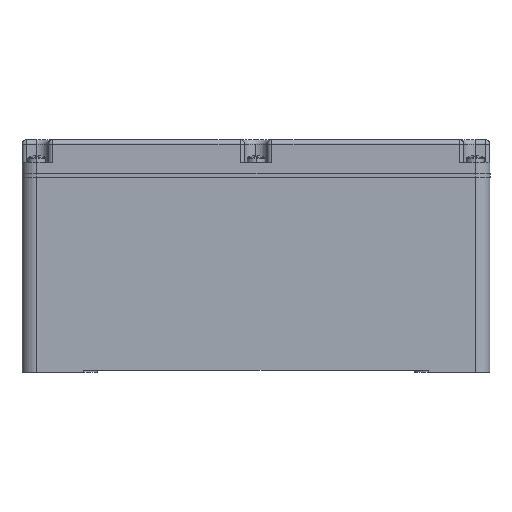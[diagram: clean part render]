
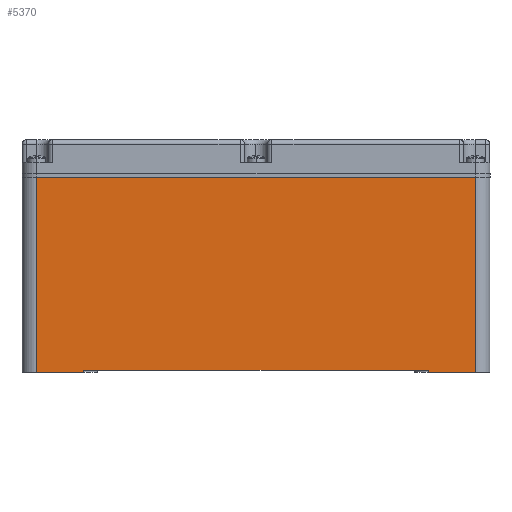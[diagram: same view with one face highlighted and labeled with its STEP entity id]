
A CAD part, left-side view. The second image highlights one B-rep face of the part: STEP entity #5370.
In plain terms, the highlighted planar face has unit normal (-1, 0, 0).
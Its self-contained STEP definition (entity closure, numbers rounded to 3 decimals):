
#4660=CARTESIAN_POINT('',(-56.034,0.,69.5));
#4670=DIRECTION('',(1.,0.,0.));
#4680=DIRECTION('',(0.,-1.,0.));
#4690=AXIS2_PLACEMENT_3D('',#4660,#4670,#4680);
#4700=PLANE('',#4690);
#4710=CARTESIAN_POINT('',(-56.034,-93.755,1.));
#4720=DIRECTION('',(0.,0.,-1.));
#4730=VECTOR('',#4720,1.);
#4740=LINE('',#4710,#4730);
#4750=CARTESIAN_POINT('',(-56.034,-93.755,1.));
#4760=VERTEX_POINT('',#4750);
#4770=CARTESIAN_POINT('',(-56.034,-93.755,0.));
#4780=VERTEX_POINT('',#4770);
#4790=EDGE_CURVE('',#4760,#4780,#4740,.T.);
#4800=ORIENTED_EDGE('',*,*,#4790,.T.);
#4810=CARTESIAN_POINT('',(-56.034,0.,1.));
#4820=DIRECTION('',(0.,1.,0.));
#4830=VECTOR('',#4820,1.);
#4840=LINE('',#4810,#4830);
#4850=CARTESIAN_POINT('',(-56.034,57.245,1.));
#4860=VERTEX_POINT('',#4850);
#4870=EDGE_CURVE('',#4760,#4860,#4840,.T.);
#4880=ORIENTED_EDGE('',*,*,#4870,.F.);
#4890=CARTESIAN_POINT('',(-56.034,57.245,0.));
#4900=DIRECTION('',(0.,0.,1.));
#4910=VECTOR('',#4900,1.);
#4920=LINE('',#4890,#4910);
#4930=CARTESIAN_POINT('',(-56.034,57.245,0.));
#4940=VERTEX_POINT('',#4930);
#4950=EDGE_CURVE('',#4940,#4860,#4920,.T.);
#4960=ORIENTED_EDGE('',*,*,#4950,.T.);
#4970=CARTESIAN_POINT('',(-56.034,0.,0.));
#4980=DIRECTION('',(0.,-1.,0.));
#4990=VECTOR('',#4980,1.);
#5000=LINE('',#4970,#4990);
#5010=CARTESIAN_POINT('',(-56.034,77.745,0.));
#5020=VERTEX_POINT('',#5010);
#5030=EDGE_CURVE('',#5020,#4940,#5000,.T.);
#5040=ORIENTED_EDGE('',*,*,#5030,.T.);
#5050=CARTESIAN_POINT('',(-56.034,77.745,0.));
#5060=DIRECTION('',(0.,0.,-1.));
#5070=VECTOR('',#5060,1.);
#5080=LINE('',#5050,#5070);
#5090=CARTESIAN_POINT('',(-56.034,77.745,85.5));
#5100=VERTEX_POINT('',#5090);
#5110=EDGE_CURVE('',#5100,#5020,#5080,.T.);
#5120=ORIENTED_EDGE('',*,*,#5110,.T.);
#5130=CARTESIAN_POINT('',(-56.034,0.,85.5));
#5140=DIRECTION('',(0.,-1.,0.));
#5150=VECTOR('',#5140,1.);
#5160=LINE('',#5130,#5150);
#5170=CARTESIAN_POINT('',(-56.034,-114.255,85.5));
#5180=VERTEX_POINT('',#5170);
#5190=EDGE_CURVE('',#5100,#5180,#5160,.T.);
#5200=ORIENTED_EDGE('',*,*,#5190,.F.);
#5210=CARTESIAN_POINT('',(-56.034,-114.255,0.));
#5220=DIRECTION('',(0.,0.,1.));
#5230=VECTOR('',#5220,1.);
#5240=LINE('',#5210,#5230);
#5250=CARTESIAN_POINT('',(-56.034,-114.255,0.));
#5260=VERTEX_POINT('',#5250);
#5270=EDGE_CURVE('',#5260,#5180,#5240,.T.);
#5280=ORIENTED_EDGE('',*,*,#5270,.T.);
#5290=CARTESIAN_POINT('',(-56.034,0.,0.));
#5300=DIRECTION('',(0.,1.,0.));
#5310=VECTOR('',#5300,1.);
#5320=LINE('',#5290,#5310);
#5330=EDGE_CURVE('',#5260,#4780,#5320,.T.);
#5340=ORIENTED_EDGE('',*,*,#5330,.F.);
#5350=EDGE_LOOP('',(#5340,#5280,#5200,#5120,#5040,#4960,#4880,#4800));
#5360=FACE_OUTER_BOUND('',#5350,.T.);
#5370=ADVANCED_FACE('',(#5360),#4700,.F.);
